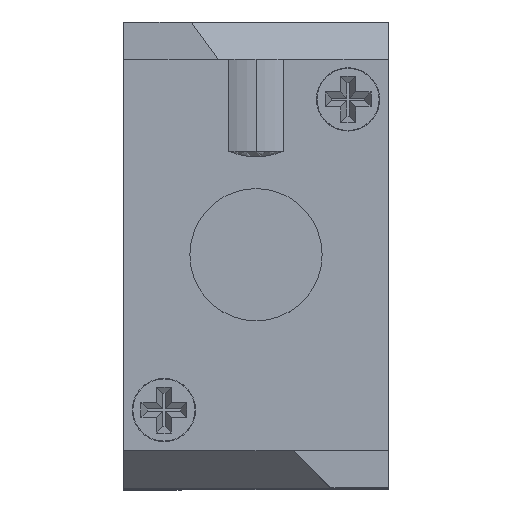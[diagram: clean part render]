
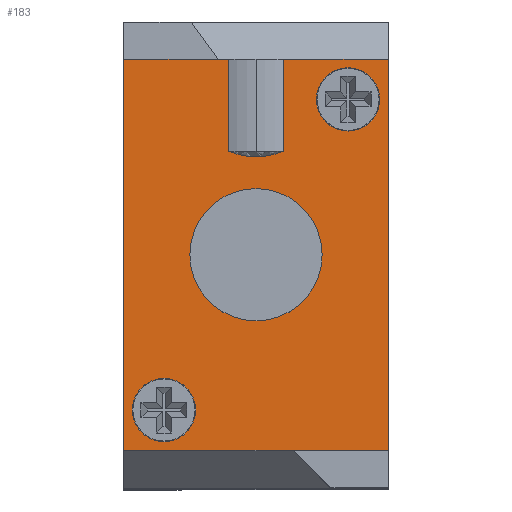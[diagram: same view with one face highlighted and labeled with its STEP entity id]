
A CAD part, top view. The second image highlights one B-rep face of the part: STEP entity #183.
In plain terms, the highlighted planar face has unit normal (0, 0, 1).
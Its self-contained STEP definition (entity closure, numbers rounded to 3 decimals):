
#36 = EDGE_LOOP ( 'NONE', ( #964, #872 ) ) ;
#64 = VERTEX_POINT ( 'NONE', #5600 ) ;
#77 = VERTEX_POINT ( 'NONE', #5361 ) ;
#183 = ADVANCED_FACE ( 'NONE', ( #3086, #3087, #3088, #3089 ), #3940, .T. ) ;
#692 = LINE ( 'NONE', #3888, #694 ) ;
#694 = VECTOR ( 'NONE', #3886, 1000. ) ;
#696 = LINE ( 'NONE', #3885, #697 ) ;
#697 = VECTOR ( 'NONE', #3883, 1000. ) ;
#699 = LINE ( 'NONE', #3882, #700 ) ;
#700 = VECTOR ( 'NONE', #3881, 1000. ) ;
#701 = LINE ( 'NONE', #3879, #702 ) ;
#702 = VECTOR ( 'NONE', #3878, 1000. ) ;
#703 = LINE ( 'NONE', #3876, #704 ) ;
#704 = VECTOR ( 'NONE', #3875, 1000. ) ;
#705 = LINE ( 'NONE', #3869, #707 ) ;
#706 = CIRCLE ( 'NONE', #1590, 6. ) ;
#707 = VECTOR ( 'NONE', #3868, 1000. ) ;
#708 = CIRCLE ( 'NONE', #1591, 2.75 ) ;
#709 = CIRCLE ( 'NONE', #1592, 2.75 ) ;
#711 = CIRCLE ( 'NONE', #1593, 5.75 ) ;
#714 = CIRCLE ( 'NONE', #1594, 5.75 ) ;
#721 = CIRCLE ( 'NONE', #1596, 2.75 ) ;
#727 = CIRCLE ( 'NONE', #1598, 2.75 ) ;
#752 = LINE ( 'NONE', #3760, #754 ) ;
#754 = VECTOR ( 'NONE', #3759, 1000. ) ;
#872 = ORIENTED_EDGE ( 'NONE', *, *, #1384, .F. ) ;
#877 = ORIENTED_EDGE ( 'NONE', *, *, #1371, .F. ) ;
#960 = ORIENTED_EDGE ( 'NONE', *, *, #1374, .F. ) ;
#961 = ORIENTED_EDGE ( 'NONE', *, *, #1376, .F. ) ;
#962 = ORIENTED_EDGE ( 'NONE', *, *, #1380, .F. ) ;
#963 = ORIENTED_EDGE ( 'NONE', *, *, #1373, .F. ) ;
#964 = ORIENTED_EDGE ( 'NONE', *, *, #1372, .F. ) ;
#1065 = EDGE_LOOP ( 'NONE', ( #877, #5869, #5870, #5871, #5872, #5873, #5874, #5875 ) ) ;
#1068 = EDGE_LOOP ( 'NONE', ( #960, #961 ) ) ;
#1072 = EDGE_LOOP ( 'NONE', ( #963, #962 ) ) ;
#1365 = EDGE_CURVE ( 'NONE', #5501, #77, #692, .T. ) ;
#1366 = EDGE_CURVE ( 'NONE', #5487, #5501, #696, .T. ) ;
#1367 = EDGE_CURVE ( 'NONE', #5479, #5487, #699, .T. ) ;
#1368 = EDGE_CURVE ( 'NONE', #5771, #5479, #701, .T. ) ;
#1369 = EDGE_CURVE ( 'NONE', #5505, #5771, #703, .T. ) ;
#1370 = EDGE_CURVE ( 'NONE', #5817, #5757, #706, .T. ) ;
#1371 = EDGE_CURVE ( 'NONE', #5817, #77, #705, .T. ) ;
#1372 = EDGE_CURVE ( 'NONE', #64, #5769, #708, .T. ) ;
#1373 = EDGE_CURVE ( 'NONE', #5454, #5761, #709, .T. ) ;
#1374 = EDGE_CURVE ( 'NONE', #5513, #5826, #711, .T. ) ;
#1376 = EDGE_CURVE ( 'NONE', #5826, #5513, #714, .T. ) ;
#1380 = EDGE_CURVE ( 'NONE', #5761, #5454, #721, .T. ) ;
#1384 = EDGE_CURVE ( 'NONE', #5769, #64, #727, .T. ) ;
#1402 = EDGE_CURVE ( 'NONE', #5757, #5505, #752, .T. ) ;
#1495 = AXIS2_PLACEMENT_3D ( 'NONE', #3936, #3934, #3931 ) ;
#1590 = AXIS2_PLACEMENT_3D ( 'NONE', #3873, #3872, #3871 ) ;
#1591 = AXIS2_PLACEMENT_3D ( 'NONE', #3866, #3865, #3863 ) ;
#1592 = AXIS2_PLACEMENT_3D ( 'NONE', #3862, #3861, #3860 ) ;
#1593 = AXIS2_PLACEMENT_3D ( 'NONE', #3858, #3857, #3855 ) ;
#1594 = AXIS2_PLACEMENT_3D ( 'NONE', #3851, #3850, #3848 ) ;
#1596 = AXIS2_PLACEMENT_3D ( 'NONE', #3837, #3836, #3835 ) ;
#1598 = AXIS2_PLACEMENT_3D ( 'NONE', #3823, #3822, #3821 ) ;
#2424 = CARTESIAN_POINT ( 'NONE',  ( -2.398, 9., 13. ) ) ;
#2600 = CARTESIAN_POINT ( 'NONE',  ( -10.75, -13.5, 13. ) ) ;
#2612 = CARTESIAN_POINT ( 'NONE',  ( 5.25, 13.5, 13. ) ) ;
#2682 = CARTESIAN_POINT ( 'NONE',  ( -5.75, 0., 13. ) ) ;
#2694 = CARTESIAN_POINT ( 'NONE',  ( 2.398, 9., 13. ) ) ;
#2752 = CARTESIAN_POINT ( 'NONE',  ( -11.5, 17., 13. ) ) ;
#3086 = FACE_BOUND ( 'NONE', #1068, .T. ) ;
#3087 = FACE_BOUND ( 'NONE', #1072, .T. ) ;
#3088 = FACE_BOUND ( 'NONE', #36, .T. ) ;
#3089 = FACE_OUTER_BOUND ( 'NONE', #1065, .T. ) ;
#3386 = CARTESIAN_POINT ( 'NONE',  ( 5.75, 0., 13. ) ) ;
#3395 = CARTESIAN_POINT ( 'NONE',  ( -2.398, 17., 13. ) ) ;
#3400 = CARTESIAN_POINT ( 'NONE',  ( 11.5, 17., 13. ) ) ;
#3417 = CARTESIAN_POINT ( 'NONE',  ( 11.5, -17., 13. ) ) ;
#3427 = CARTESIAN_POINT ( 'NONE',  ( -11.5, -17., 13. ) ) ;
#3460 = CARTESIAN_POINT ( 'NONE',  ( 10.75, 13.5, 13. ) ) ;
#3759 = DIRECTION ( 'NONE',  ( 0., 1., 0. ) ) ;
#3760 = CARTESIAN_POINT ( 'NONE',  ( -2.398, 9., 13. ) ) ;
#3821 = DIRECTION ( 'NONE',  ( 1., 0., 0. ) ) ;
#3822 = DIRECTION ( 'NONE',  ( 0., 0., 1. ) ) ;
#3823 = CARTESIAN_POINT ( 'NONE',  ( -8., -13.5, 13. ) ) ;
#3835 = DIRECTION ( 'NONE',  ( 1., 0., 0. ) ) ;
#3836 = DIRECTION ( 'NONE',  ( 0., 0., 1. ) ) ;
#3837 = CARTESIAN_POINT ( 'NONE',  ( 8., 13.5, 13. ) ) ;
#3848 = DIRECTION ( 'NONE',  ( 1., 0., 0. ) ) ;
#3850 = DIRECTION ( 'NONE',  ( 0., 0., 1. ) ) ;
#3851 = CARTESIAN_POINT ( 'NONE',  ( 0., 0., 13. ) ) ;
#3855 = DIRECTION ( 'NONE',  ( 1., 0., 0. ) ) ;
#3857 = DIRECTION ( 'NONE',  ( 0., 0., 1. ) ) ;
#3858 = CARTESIAN_POINT ( 'NONE',  ( 0., 0., 13. ) ) ;
#3860 = DIRECTION ( 'NONE',  ( 1., 0., 0. ) ) ;
#3861 = DIRECTION ( 'NONE',  ( 0., 0., 1. ) ) ;
#3862 = CARTESIAN_POINT ( 'NONE',  ( 8., 13.5, 13. ) ) ;
#3863 = DIRECTION ( 'NONE',  ( 1., 0., 0. ) ) ;
#3865 = DIRECTION ( 'NONE',  ( 0., 0., 1. ) ) ;
#3866 = CARTESIAN_POINT ( 'NONE',  ( -8., -13.5, 13. ) ) ;
#3868 = DIRECTION ( 'NONE',  ( 0., 1., 0. ) ) ;
#3869 = CARTESIAN_POINT ( 'NONE',  ( 2.398, 9., 13. ) ) ;
#3871 = DIRECTION ( 'NONE',  ( 1., 0., 0. ) ) ;
#3872 = DIRECTION ( 'NONE',  ( 0., 0., -1. ) ) ;
#3873 = CARTESIAN_POINT ( 'NONE',  ( 0., 14.5, 13. ) ) ;
#3875 = DIRECTION ( 'NONE',  ( -1., 0., 0. ) ) ;
#3876 = CARTESIAN_POINT ( 'NONE',  ( -11.5, 17., 13. ) ) ;
#3878 = DIRECTION ( 'NONE',  ( 0., -1., 0. ) ) ;
#3879 = CARTESIAN_POINT ( 'NONE',  ( -11.5, 17., 13. ) ) ;
#3881 = DIRECTION ( 'NONE',  ( 1., 0., 0. ) ) ;
#3882 = CARTESIAN_POINT ( 'NONE',  ( -11.5, -17., 13. ) ) ;
#3883 = DIRECTION ( 'NONE',  ( 0., 1., 0. ) ) ;
#3885 = CARTESIAN_POINT ( 'NONE',  ( 11.5, 17., 13. ) ) ;
#3886 = DIRECTION ( 'NONE',  ( -1., 0., 0. ) ) ;
#3888 = CARTESIAN_POINT ( 'NONE',  ( -11.5, 17., 13. ) ) ;
#3931 = DIRECTION ( 'NONE',  ( 1., 0., 0. ) ) ;
#3934 = DIRECTION ( 'NONE',  ( 0., 0., 1. ) ) ;
#3936 = CARTESIAN_POINT ( 'NONE',  ( 11.5, -17., 13. ) ) ;
#3940 = PLANE ( 'NONE',  #1495 ) ;
#5361 = CARTESIAN_POINT ( 'NONE',  ( 2.398, 17., 13. ) ) ;
#5454 = VERTEX_POINT ( 'NONE', #3460 ) ;
#5479 = VERTEX_POINT ( 'NONE', #3427 ) ;
#5487 = VERTEX_POINT ( 'NONE', #3417 ) ;
#5501 = VERTEX_POINT ( 'NONE', #3400 ) ;
#5505 = VERTEX_POINT ( 'NONE', #3395 ) ;
#5513 = VERTEX_POINT ( 'NONE', #3386 ) ;
#5600 = CARTESIAN_POINT ( 'NONE',  ( -5.25, -13.5, 13. ) ) ;
#5757 = VERTEX_POINT ( 'NONE', #2424 ) ;
#5761 = VERTEX_POINT ( 'NONE', #2612 ) ;
#5769 = VERTEX_POINT ( 'NONE', #2600 ) ;
#5771 = VERTEX_POINT ( 'NONE', #2752 ) ;
#5817 = VERTEX_POINT ( 'NONE', #2694 ) ;
#5826 = VERTEX_POINT ( 'NONE', #2682 ) ;
#5869 = ORIENTED_EDGE ( 'NONE', *, *, #1370, .T. ) ;
#5870 = ORIENTED_EDGE ( 'NONE', *, *, #1402, .T. ) ;
#5871 = ORIENTED_EDGE ( 'NONE', *, *, #1369, .T. ) ;
#5872 = ORIENTED_EDGE ( 'NONE', *, *, #1368, .T. ) ;
#5873 = ORIENTED_EDGE ( 'NONE', *, *, #1367, .T. ) ;
#5874 = ORIENTED_EDGE ( 'NONE', *, *, #1366, .T. ) ;
#5875 = ORIENTED_EDGE ( 'NONE', *, *, #1365, .T. ) ;
